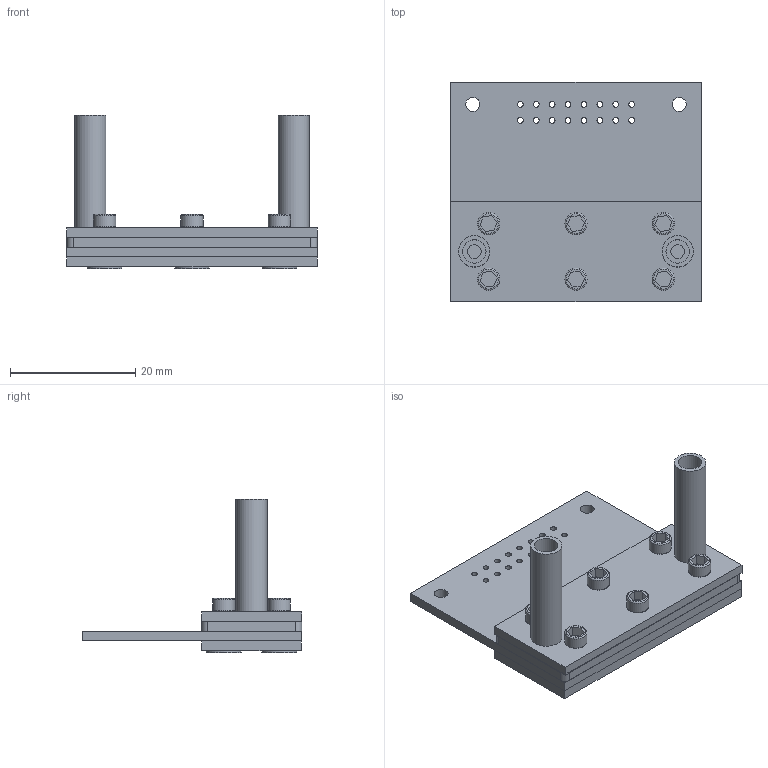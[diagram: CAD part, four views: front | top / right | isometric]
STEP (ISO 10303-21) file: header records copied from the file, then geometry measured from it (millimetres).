
FILE_DESCRIPTION(/* description */ (''),/* implementation_level */ '2;1');
FILE_NAME(/* name */ 'opjpcbprintheadassemblyv5 v14.step',/* time_stamp */ '2023-01-26T22:14:30-06:00',/* author */ (''),/* organization */ (''),/* preprocessor_version */ 'ST-DEVELOPER v19.2',/* originating_system */ 'Autodesk Translation Framework v11.17.0.187',/* authorisation */ '');
FILE_SCHEMA (('AUTOMOTIVE_DESIGN { 1 0 10303 214 3 1 1 }'));
Length unit declared in the file: millimetre
Products named in the file (13): opjpcbprintheadassemblyv5; opjpcbprintheadV5; opjpcbprintheadV5_1; Board; opjnozzleplatev5; Board_1; opjtankplatev5; opjinletplatev5; Board_2; zeroheightthreadedinserts; clampingfastenersstainlesssteelscrews; inletoutletpipes; siliconcarbideheaterfilament
Assembly tree (23 placements, depth 4):
  opjpcbprintheadassemblyv5
    opjpcbprintheadV5
      opjpcbprintheadV5_1
        Board
    opjnozzleplatev5
      Board_1
    opjtankplatev5
    opjinletplatev5
      Board_2
    zeroheightthreadedinserts  x6
    clampingfastenersstainlesssteelscrews  x6
    inletoutletpipes  x2
    siliconcarbideheaterfilament
Bounding box: 40 x 35.05 x 24.53 mm (x, y, z)
Volume: 5404.5 mm3; surface area: 9751.7 mm2
Topology: 25 solids, 25 shells, 503 faces, 1323 edges, 882 vertices
Faces by surface type: cylinder 337, plane 118, bspline 36, torus 12
Full cylindrical faces by diameter (mm): 0.135 x1, 0.4 x16, 0.914 x16, 1.631 x18, 1.783 x6, 2.118 x42, 2.2 x2, 2.23 x14, 2.3 x6, 3.55 x6, 3.6 x12, 3.75 x2, 5 x2, 5.56 x6
Entity records: 8762 total; most frequent: CARTESIAN_POINT 3890, DIRECTION 921, ORIENTED_EDGE 894, EDGE_CURVE 447, AXIS2_PLACEMENT_3D 367, EDGE_LOOP 299, VERTEX_POINT 298, LINE 187
